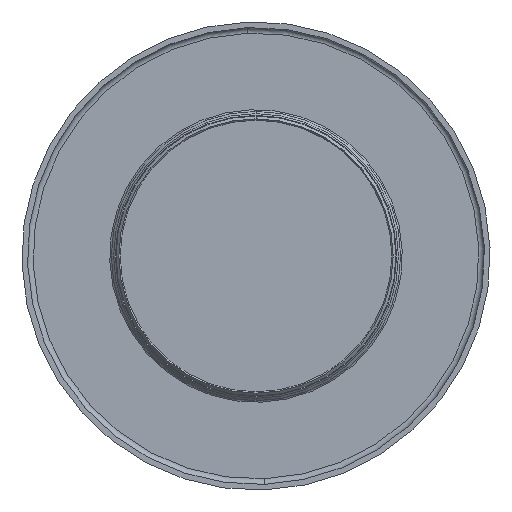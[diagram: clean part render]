
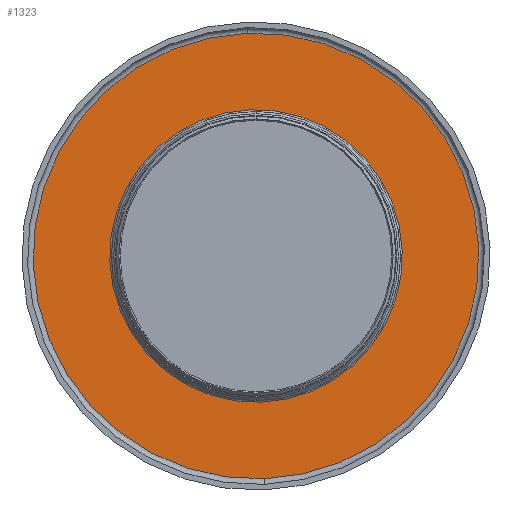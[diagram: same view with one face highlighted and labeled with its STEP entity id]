
A CAD part, front view. The second image highlights one B-rep face of the part: STEP entity #1323.
In plain terms, the highlighted planar face has unit normal (0, -1, 0).
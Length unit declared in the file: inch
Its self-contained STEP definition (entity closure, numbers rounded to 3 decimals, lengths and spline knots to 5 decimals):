
#9 = DIRECTION ( 'NONE',  ( 0., -1., 0. ) ) ;
#12 = DIRECTION ( 'NONE',  ( 0.037, 0., -0.999 ) ) ;
#13 = PLANE ( 'NONE',  #696 ) ;
#18 = FACE_OUTER_BOUND ( 'NONE', #926, .T. ) ;
#25 = CARTESIAN_POINT ( 'NONE',  ( 1.18919, -0.04, 0.04377 ) ) ;
#42 = FACE_BOUND ( 'NONE', #931, .T. ) ;
#56 = DIRECTION ( 'NONE',  ( 0.037, 0., -0.999 ) ) ;
#57 = CARTESIAN_POINT ( 'NONE',  ( 0., -0.04, 0. ) ) ;
#62 = DIRECTION ( 'NONE',  ( 0., -1., 0. ) ) ;
#177 = DIRECTION ( 'NONE',  ( 0.037, 0., -0.999 ) ) ;
#179 = DIRECTION ( 'NONE',  ( 0., -1., 0. ) ) ;
#181 = CARTESIAN_POINT ( 'NONE',  ( 0., -0.04, 0. ) ) ;
#210 = CARTESIAN_POINT ( 'NONE',  ( -0.04377, -0.04, 1.18919 ) ) ;
#212 = CARTESIAN_POINT ( 'NONE',  ( 0.02872, -0.04, -0.78047 ) ) ;
#237 = DIRECTION ( 'NONE',  ( 0.037, 0., -0.999 ) ) ;
#293 = DIRECTION ( 'NONE',  ( 0.037, 0., -0.999 ) ) ;
#507 = CARTESIAN_POINT ( 'NONE',  ( 0., -0.04, 0. ) ) ;
#523 = CARTESIAN_POINT ( 'NONE',  ( 0., -0.04, 0. ) ) ;
#556 = DIRECTION ( 'NONE',  ( 0., -1., 0. ) ) ;
#589 = DIRECTION ( 'NONE',  ( 0., -1., 0. ) ) ;
#636 = CIRCLE ( 'NONE', #757, 0.781 ) ;
#662 = CIRCLE ( 'NONE', #664, 1.19 ) ;
#664 = AXIS2_PLACEMENT_3D ( 'NONE', #523, #589, #293 ) ;
#696 = AXIS2_PLACEMENT_3D ( 'NONE', #25, #9, #12 ) ;
#757 = AXIS2_PLACEMENT_3D ( 'NONE', #181, #179, #177 ) ;
#825 = CIRCLE ( 'NONE', #827, 0.781 ) ;
#827 = AXIS2_PLACEMENT_3D ( 'NONE', #507, #556, #237 ) ;
#839 = CIRCLE ( 'NONE', #842, 1.19 ) ;
#842 = AXIS2_PLACEMENT_3D ( 'NONE', #57, #62, #56 ) ;
#875 = CARTESIAN_POINT ( 'NONE',  ( -0.02872, -0.04, 0.78047 ) ) ;
#892 = CARTESIAN_POINT ( 'NONE',  ( 0.04377, -0.04, -1.18919 ) ) ;
#913 = VERTEX_POINT ( 'NONE', #892 ) ;
#926 = EDGE_LOOP ( 'NONE', ( #1071, #954 ) ) ;
#931 = EDGE_LOOP ( 'NONE', ( #1070, #1054 ) ) ;
#954 = ORIENTED_EDGE ( 'NONE', *, *, #1318, .T. ) ;
#1054 = ORIENTED_EDGE ( 'NONE', *, *, #1280, .F. ) ;
#1070 = ORIENTED_EDGE ( 'NONE', *, *, #1229, .F. ) ;
#1071 = ORIENTED_EDGE ( 'NONE', *, *, #1299, .T. ) ;
#1118 = VERTEX_POINT ( 'NONE', #875 ) ;
#1123 = VERTEX_POINT ( 'NONE', #212 ) ;
#1154 = VERTEX_POINT ( 'NONE', #210 ) ;
#1229 = EDGE_CURVE ( 'NONE', #1123, #1118, #636, .T. ) ;
#1280 = EDGE_CURVE ( 'NONE', #1118, #1123, #825, .T. ) ;
#1299 = EDGE_CURVE ( 'NONE', #913, #1154, #662, .T. ) ;
#1318 = EDGE_CURVE ( 'NONE', #1154, #913, #839, .T. ) ;
#1323 = ADVANCED_FACE ( 'NONE', ( #18, #42 ), #13, .T. ) ;
